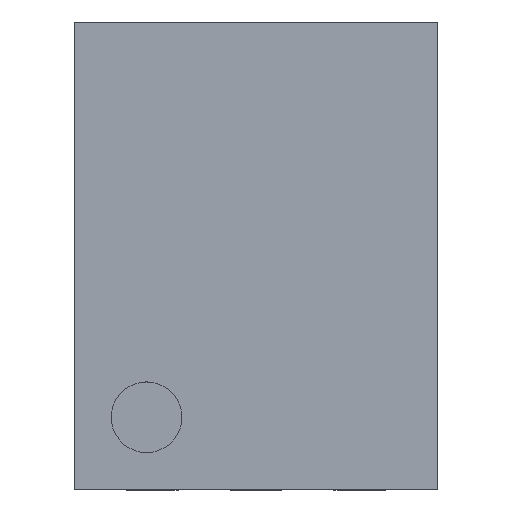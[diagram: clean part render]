
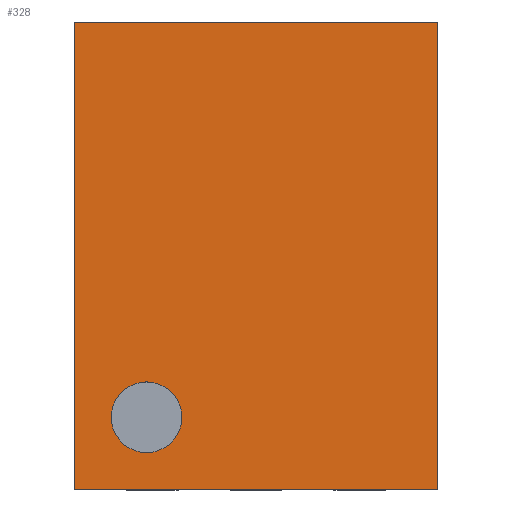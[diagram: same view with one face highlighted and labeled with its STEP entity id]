
A CAD part, top view. The second image highlights one B-rep face of the part: STEP entity #328.
In plain terms, the highlighted planar face has unit normal (0, 0, 1).
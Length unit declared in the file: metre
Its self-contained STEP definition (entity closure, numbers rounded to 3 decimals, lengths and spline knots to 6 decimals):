
#324 = EDGE_CURVE( '', #826, #827, #828, .T. );
#328 = ADVANCED_FACE( '', ( #834, #835 ), #836, .T. );
#396 = EDGE_CURVE( '', #943, #944, #945, .T. );
#410 = EDGE_CURVE( '', #826, #943, #965, .T. );
#536 = EDGE_CURVE( '', #1139, #1139, #1140, .T. );
#592 = EDGE_CURVE( '', #944, #827, #1207, .T. );
#826 = VERTEX_POINT( '', #1487 );
#827 = VERTEX_POINT( '', #1488 );
#828 = LINE( '', #1489, #1490 );
#834 = FACE_BOUND( '', #1498, .T. );
#835 = FACE_OUTER_BOUND( '', #1499, .T. );
#836 = PLANE( '', #1500 );
#943 = VERTEX_POINT( '', #1658 );
#944 = VERTEX_POINT( '', #1659 );
#945 = LINE( '', #1660, #1661 );
#965 = LINE( '', #1690, #1691 );
#1139 = VERTEX_POINT( '', #1940 );
#1140 = CIRCLE( '', #1941, 0.000136 );
#1207 = LINE( '', #2045, #2046 );
#1487 = CARTESIAN_POINT( '', ( -0.0007, 0.0009, 0.000525 ) );
#1488 = CARTESIAN_POINT( '', ( -0.0007, -0.0009, 0.000525 ) );
#1489 = CARTESIAN_POINT( '', ( -0.0007, -0.000385, 0.000525 ) );
#1490 = VECTOR( '', #2306, 1. );
#1498 = EDGE_LOOP( '', ( #2309 ) );
#1499 = EDGE_LOOP( '', ( #2310, #2311, #2312, #2313 ) );
#1500 = AXIS2_PLACEMENT_3D( '', #2314, #2315, #2316 );
#1658 = CARTESIAN_POINT( '', ( 0.0007, 0.0009, 0.000525 ) );
#1659 = CARTESIAN_POINT( '', ( 0.0007, -0.0009, 0.000525 ) );
#1660 = CARTESIAN_POINT( '', ( 0.0007, 0.0003, 0.000525 ) );
#1661 = VECTOR( '', #2406, 1. );
#1690 = CARTESIAN_POINT( '', ( 0., 0.0009, 0.000525 ) );
#1691 = VECTOR( '', #2427, 1. );
#1940 = CARTESIAN_POINT( '', ( -0.000285, -0.000621, 0.000525 ) );
#1941 = AXIS2_PLACEMENT_3D( '', #2663, #2664, #2665 );
#2045 = CARTESIAN_POINT( '', ( 0., -0.0009, 0.000525 ) );
#2046 = VECTOR( '', #2757, 1. );
#2306 = DIRECTION( '', ( 0., -1., 0. ) );
#2309 = ORIENTED_EDGE( '', *, *, #536, .F. );
#2310 = ORIENTED_EDGE( '', *, *, #396, .F. );
#2311 = ORIENTED_EDGE( '', *, *, #410, .F. );
#2312 = ORIENTED_EDGE( '', *, *, #324, .T. );
#2313 = ORIENTED_EDGE( '', *, *, #592, .F. );
#2314 = CARTESIAN_POINT( '', ( 0., 0., 0.000525 ) );
#2315 = DIRECTION( '', ( 0., 0., 1. ) );
#2316 = DIRECTION( '', ( 1., 0., 0. ) );
#2406 = DIRECTION( '', ( 0., -1., 0. ) );
#2427 = DIRECTION( '', ( 1., 0., 0. ) );
#2663 = CARTESIAN_POINT( '', ( -0.000421, -0.000621, 0.000525 ) );
#2664 = DIRECTION( '', ( 0., 0., 1. ) );
#2665 = DIRECTION( '', ( 1., 0., 0. ) );
#2757 = DIRECTION( '', ( -1., 0., 0. ) );
